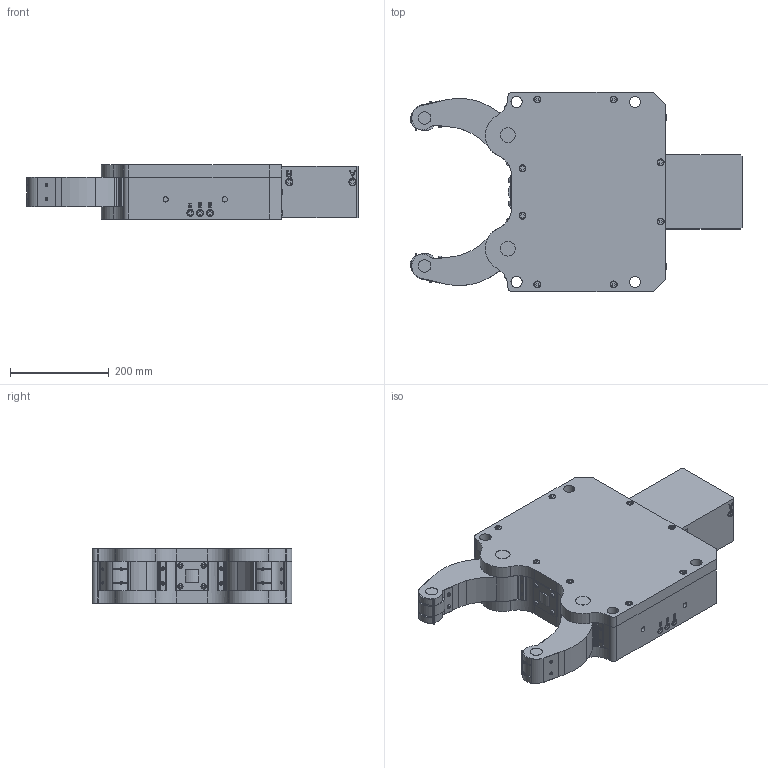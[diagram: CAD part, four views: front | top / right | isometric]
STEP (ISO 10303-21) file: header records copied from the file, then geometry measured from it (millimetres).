
FILE_DESCRIPTION (( 'STEP AP203' ), '1' );
FILE_NAME ('SR-04.STEP', '2024-05-27T09:32:07', ( '' ), ( '' ), 'SwSTEP 2.0', 'SolidWorks 2020', '' );
FILE_SCHEMA (( 'CONFIG_CONTROL_DESIGN' ));
Length unit declared in the file: millimetre
Products named in the file (1): SR-04
Bounding box: 673.16 x 405 x 110 mm (x, y, z)
Volume: 18079059.9 mm3; surface area: 1069373.3 mm2
Topology: 61 solids, 61 shells, 1132 faces, 2726 edges, 1765 vertices
Faces by surface type: plane 662, cylinder 234, cone 106, bspline 90, sphere 40
Entity records: 34001 total; most frequent: CARTESIAN_POINT 7636, ORIENTED_EDGE 5392, DIRECTION 5350, EDGE_CURVE 2696, AXIS2_PLACEMENT_3D 1839, VERTEX_POINT 1765, VECTOR 1672, LINE 1672
